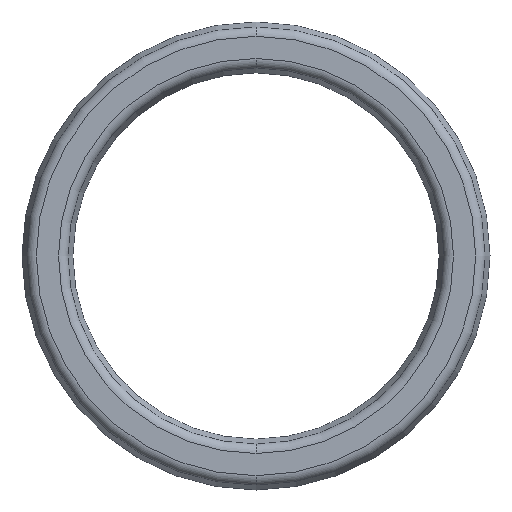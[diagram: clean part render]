
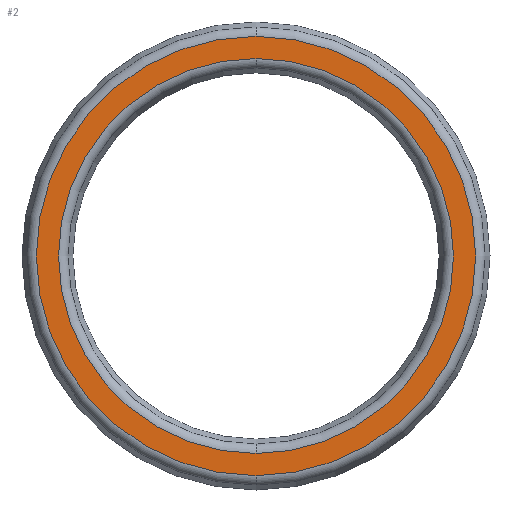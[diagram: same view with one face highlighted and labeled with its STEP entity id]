
A CAD part, front view. The second image highlights one B-rep face of the part: STEP entity #2.
In plain terms, the highlighted planar face has unit normal (0, -1, 0).
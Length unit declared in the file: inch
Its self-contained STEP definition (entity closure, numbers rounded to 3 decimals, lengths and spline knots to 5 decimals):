
#2 = ADVANCED_FACE ( 'NONE', ( #25, #635 ), #27, .T. ) ;
#5 = VERTEX_POINT ( 'NONE', #221 ) ;
#11 = ORIENTED_EDGE ( 'NONE', *, *, #429, .T. ) ;
#18 = AXIS2_PLACEMENT_3D ( 'NONE', #392, #440, #186 ) ;
#25 = FACE_OUTER_BOUND ( 'NONE', #612, .T. ) ;
#27 = PLANE ( 'NONE',  #197 ) ;
#30 = EDGE_LOOP ( 'NONE', ( #209, #345 ) ) ;
#31 = DIRECTION ( 'NONE',  ( 0., 1., 0. ) ) ;
#46 = CIRCLE ( 'NONE', #613, 1.21299 ) ;
#62 = EDGE_CURVE ( 'NONE', #548, #5, #489, .T. ) ;
#109 = DIRECTION ( 'NONE',  ( 0., 0., -1. ) ) ;
#123 = DIRECTION ( 'NONE',  ( 0., 0., -1. ) ) ;
#125 = CARTESIAN_POINT ( 'NONE',  ( 1.281, -0.25, 0. ) ) ;
#164 = ORIENTED_EDGE ( 'NONE', *, *, #62, .T. ) ;
#175 = AXIS2_PLACEMENT_3D ( 'NONE', #633, #276, #109 ) ;
#186 = DIRECTION ( 'NONE',  ( 0., 0., -1. ) ) ;
#197 = AXIS2_PLACEMENT_3D ( 'NONE', #370, #582, #123 ) ;
#209 = ORIENTED_EDGE ( 'NONE', *, *, #559, .T. ) ;
#221 = CARTESIAN_POINT ( 'NONE',  ( 1.281, -0.25, -1.34901 ) ) ;
#224 = DIRECTION ( 'NONE',  ( 0., 0., -1. ) ) ;
#261 = VERTEX_POINT ( 'NONE', #508 ) ;
#276 = DIRECTION ( 'NONE',  ( 0., -1., 0. ) ) ;
#279 = CARTESIAN_POINT ( 'NONE',  ( 1.281, -0.25, 0. ) ) ;
#281 = DIRECTION ( 'NONE',  ( 0., 1., 0. ) ) ;
#284 = CARTESIAN_POINT ( 'NONE',  ( 1.281, -0.25, 1.34901 ) ) ;
#286 = CIRCLE ( 'NONE', #175, 1.34901 ) ;
#334 = DIRECTION ( 'NONE',  ( 0., 0., -1. ) ) ;
#345 = ORIENTED_EDGE ( 'NONE', *, *, #590, .T. ) ;
#370 = CARTESIAN_POINT ( 'NONE',  ( -0.10938, -0.25, 0. ) ) ;
#392 = CARTESIAN_POINT ( 'NONE',  ( 1.281, -0.25, 0. ) ) ;
#429 = EDGE_CURVE ( 'NONE', #5, #548, #286, .T. ) ;
#436 = CARTESIAN_POINT ( 'NONE',  ( 1.281, -0.25, -1.21299 ) ) ;
#440 = DIRECTION ( 'NONE',  ( 0., -1., 0. ) ) ;
#489 = CIRCLE ( 'NONE', #18, 1.34901 ) ;
#508 = CARTESIAN_POINT ( 'NONE',  ( 1.281, -0.25, 1.21299 ) ) ;
#548 = VERTEX_POINT ( 'NONE', #284 ) ;
#559 = EDGE_CURVE ( 'NONE', #602, #261, #636, .T. ) ;
#582 = DIRECTION ( 'NONE',  ( 0., -1., 0. ) ) ;
#590 = EDGE_CURVE ( 'NONE', #261, #602, #46, .T. ) ;
#602 = VERTEX_POINT ( 'NONE', #436 ) ;
#603 = AXIS2_PLACEMENT_3D ( 'NONE', #125, #31, #224 ) ;
#612 = EDGE_LOOP ( 'NONE', ( #11, #164 ) ) ;
#613 = AXIS2_PLACEMENT_3D ( 'NONE', #279, #281, #334 ) ;
#633 = CARTESIAN_POINT ( 'NONE',  ( 1.281, -0.25, 0. ) ) ;
#635 = FACE_BOUND ( 'NONE', #30, .T. ) ;
#636 = CIRCLE ( 'NONE', #603, 1.21299 ) ;
